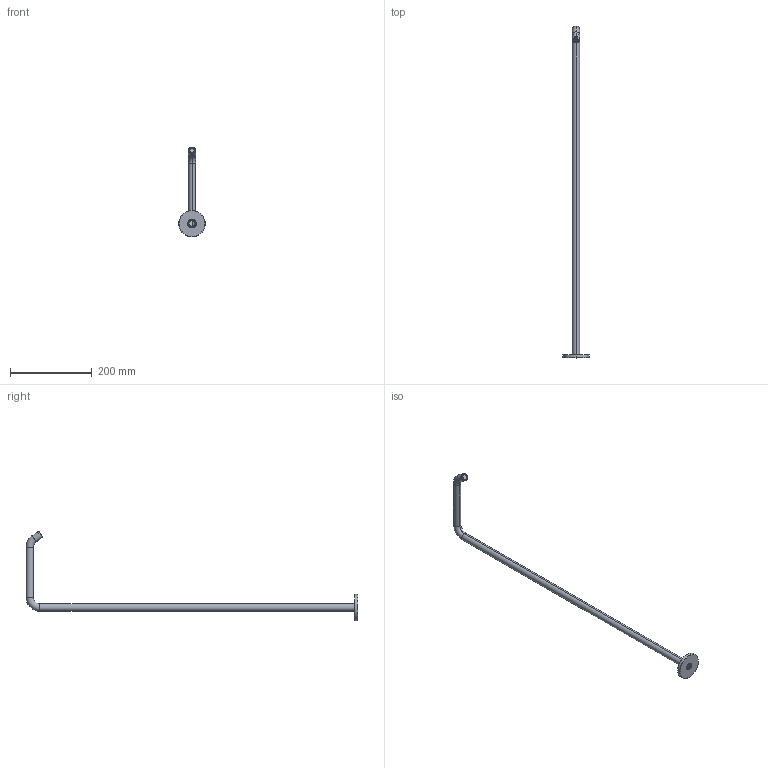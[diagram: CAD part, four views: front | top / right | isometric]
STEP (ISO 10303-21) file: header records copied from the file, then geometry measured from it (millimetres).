
FILE_DESCRIPTION (( 'STEP AP214' ), '1' );
FILE_NAME ('BIC.0008.Y.STEP', '2022-11-10T14:24:24', ( 'Solid' ), ( '' ), 'SwSTEP 2.0', 'SolidWorks 2019', '' );
FILE_SCHEMA (( 'AUTOMOTIVE_DESIGN' ));
Length unit declared in the file: millimetre
Products named in the file (4): 0001-ESPELHO_Ø70_BICA_LAVATÓRIO_DE_TETO_000000000000; BICA Y CHAO BANHEIRA; 011101102300; BIC.0008.Y
Assembly tree (3 placements, depth 2):
  BIC.0008.Y
    0001-ESPELHO_Ø70_BICA_LAVATÓRIO_DE_TETO_000000000000
    BICA Y CHAO BANHEIRA
    011101102300
Bounding box: 65 x 814 x 219.87 mm (x, y, z)
Volume: 102230.3 mm3; surface area: 111104.7 mm2
Topology: 3 solids, 3 shells, 125 faces, 286 edges, 175 vertices
Faces by surface type: plane 47, cylinder 42, cone 22, torus 14
Entity records: 3747 total; most frequent: DIRECTION 702, CARTESIAN_POINT 590, ORIENTED_EDGE 568, AXIS2_PLACEMENT_3D 287, EDGE_CURVE 284, VERTEX_POINT 175, CIRCLE 156, EDGE_LOOP 139
